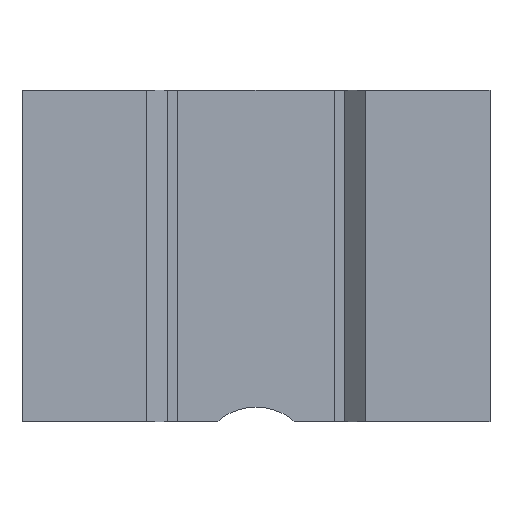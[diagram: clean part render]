
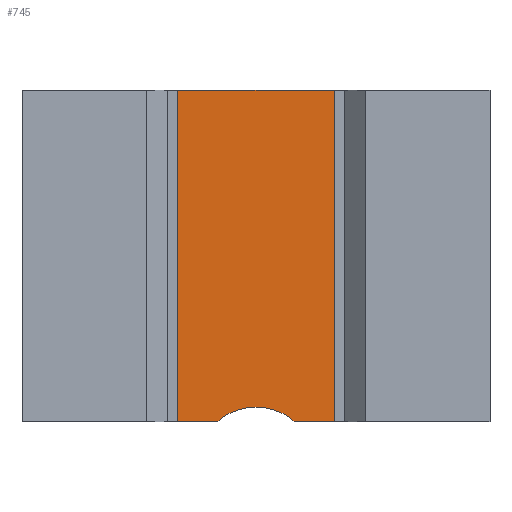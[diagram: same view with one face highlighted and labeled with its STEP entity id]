
A CAD part, front view. The second image highlights one B-rep face of the part: STEP entity #745.
In plain terms, the highlighted planar face has unit normal (0, -1, 0).
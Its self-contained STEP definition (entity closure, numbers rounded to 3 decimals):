
#12 = CARTESIAN_POINT ( 'NONE',  ( 0., 0.34, 2.8 ) ) ;
#13 = VERTEX_POINT ( 'NONE', #693 ) ;
#14 = EDGE_LOOP ( 'NONE', ( #789, #314, #114, #1131, #537, #570, #967 ) ) ;
#76 = LINE ( 'NONE', #441, #524 ) ;
#86 = CARTESIAN_POINT ( 'NONE',  ( -1.325, 0.34, 2.8 ) ) ;
#113 = CARTESIAN_POINT ( 'NONE',  ( 1.325, 0.34, 2.8 ) ) ;
#114 = ORIENTED_EDGE ( 'NONE', *, *, #432, .T. ) ;
#183 = CARTESIAN_POINT ( 'NONE',  ( 1.325, 0.34, -2.8 ) ) ;
#186 = CARTESIAN_POINT ( 'NONE',  ( 0.661, 0.34, -2.8 ) ) ;
#214 = DIRECTION ( 'NONE',  ( 0., 0., 1. ) ) ;
#218 = DIRECTION ( 'NONE',  ( 0., 1., 0. ) ) ;
#234 = CIRCLE ( 'NONE', #381, 1. ) ;
#239 = VERTEX_POINT ( 'NONE', #183 ) ;
#264 = CARTESIAN_POINT ( 'NONE',  ( 0., 0.34, -2.8 ) ) ;
#307 = CARTESIAN_POINT ( 'NONE',  ( -0.661, 0.34, -2.8 ) ) ;
#314 = ORIENTED_EDGE ( 'NONE', *, *, #838, .T. ) ;
#317 = EDGE_CURVE ( 'NONE', #1130, #1056, #555, .T. ) ;
#323 = DIRECTION ( 'NONE',  ( 1., 0., 0. ) ) ;
#336 = VERTEX_POINT ( 'NONE', #435 ) ;
#342 = EDGE_CURVE ( 'NONE', #756, #239, #371, .T. ) ;
#350 = CIRCLE ( 'NONE', #728, 1. ) ;
#371 = LINE ( 'NONE', #264, #1202 ) ;
#376 = AXIS2_PLACEMENT_3D ( 'NONE', #12, #840, #454 ) ;
#381 = AXIS2_PLACEMENT_3D ( 'NONE', #969, #700, #214 ) ;
#384 = VERTEX_POINT ( 'NONE', #307 ) ;
#432 = EDGE_CURVE ( 'NONE', #13, #756, #350, .T. ) ;
#435 = CARTESIAN_POINT ( 'NONE',  ( 1.325, 0.34, 2.8 ) ) ;
#441 = CARTESIAN_POINT ( 'NONE',  ( 0., 0.34, -2.8 ) ) ;
#454 = DIRECTION ( 'NONE',  ( 0., 0., 1. ) ) ;
#469 = PLANE ( 'NONE',  #376 ) ;
#486 = CARTESIAN_POINT ( 'NONE',  ( 0., 0.34, -3.55 ) ) ;
#524 = VECTOR ( 'NONE', #1006, 1000. ) ;
#537 = ORIENTED_EDGE ( 'NONE', *, *, #921, .F. ) ;
#555 = LINE ( 'NONE', #86, #1038 ) ;
#569 = LINE ( 'NONE', #113, #988 ) ;
#570 = ORIENTED_EDGE ( 'NONE', *, *, #857, .F. ) ;
#576 = DIRECTION ( 'NONE',  ( 0., 0., -1. ) ) ;
#597 = DIRECTION ( 'NONE',  ( 1., 0., 0. ) ) ;
#607 = CARTESIAN_POINT ( 'NONE',  ( 0., 0.34, 2.8 ) ) ;
#649 = VECTOR ( 'NONE', #323, 1000. ) ;
#693 = CARTESIAN_POINT ( 'NONE',  ( 0., 0.34, -2.55 ) ) ;
#700 = DIRECTION ( 'NONE',  ( 0., 1., 0. ) ) ;
#728 = AXIS2_PLACEMENT_3D ( 'NONE', #486, #218, #1051 ) ;
#745 = ADVANCED_FACE ( 'NONE', ( #935 ), #469, .F. ) ;
#756 = VERTEX_POINT ( 'NONE', #186 ) ;
#789 = ORIENTED_EDGE ( 'NONE', *, *, #1206, .T. ) ;
#838 = EDGE_CURVE ( 'NONE', #384, #13, #234, .T. ) ;
#840 = DIRECTION ( 'NONE',  ( 0., 1., 0. ) ) ;
#857 = EDGE_CURVE ( 'NONE', #1130, #336, #1061, .T. ) ;
#901 = DIRECTION ( 'NONE',  ( 0., 0., -1. ) ) ;
#921 = EDGE_CURVE ( 'NONE', #336, #239, #569, .T. ) ;
#935 = FACE_OUTER_BOUND ( 'NONE', #14, .T. ) ;
#967 = ORIENTED_EDGE ( 'NONE', *, *, #317, .T. ) ;
#969 = CARTESIAN_POINT ( 'NONE',  ( 0., 0.34, -3.55 ) ) ;
#988 = VECTOR ( 'NONE', #576, 1000. ) ;
#1006 = DIRECTION ( 'NONE',  ( 1., 0., 0. ) ) ;
#1038 = VECTOR ( 'NONE', #901, 1000. ) ;
#1051 = DIRECTION ( 'NONE',  ( 0., 0., 1. ) ) ;
#1056 = VERTEX_POINT ( 'NONE', #1075 ) ;
#1061 = LINE ( 'NONE', #607, #649 ) ;
#1075 = CARTESIAN_POINT ( 'NONE',  ( -1.325, 0.34, -2.8 ) ) ;
#1092 = CARTESIAN_POINT ( 'NONE',  ( -1.325, 0.34, 2.8 ) ) ;
#1130 = VERTEX_POINT ( 'NONE', #1092 ) ;
#1131 = ORIENTED_EDGE ( 'NONE', *, *, #342, .T. ) ;
#1202 = VECTOR ( 'NONE', #597, 1000. ) ;
#1206 = EDGE_CURVE ( 'NONE', #1056, #384, #76, .T. ) ;
